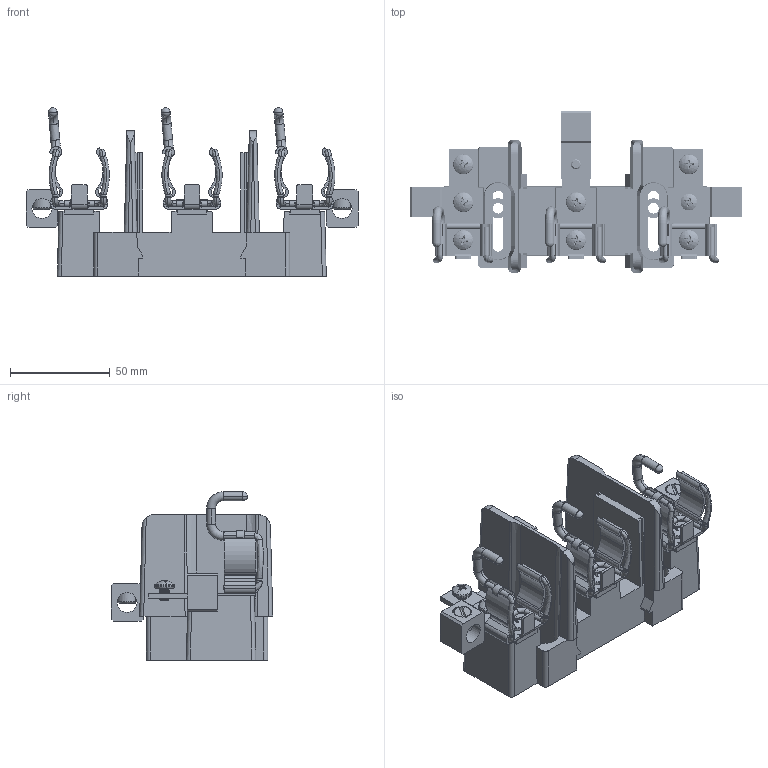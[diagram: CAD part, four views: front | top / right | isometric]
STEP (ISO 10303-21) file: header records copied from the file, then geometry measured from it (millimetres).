
FILE_DESCRIPTION (( 'STEP AP214' ), '1' );
FILE_NAME ('FUSEBLOCK206.STEP', '2021-11-23T13:09:07', ( '' ), ( '' ), 'SwSTEP 2.0', 'SolidWorks 2021', '' );
FILE_SCHEMA (( 'AUTOMOTIVE_DESIGN' ));
Length unit declared in the file: millimetre
Products named in the file (13): 101572-002_Fuse Clip Wire Spring; FUSEBLOCK206; 101588-002_Fuse Block Load Side; 101589-001_Fuse to Wire Jumper; 101591-001_Wire Terminal; 101565-001_Fuse Clip; 101574-001_Protective Grip; 101573-001_Fuse Clip ASSY; M10 x 1.25 set screw; 101512-009_Pan Head Phillips Screw M5 x 6mm_92005A318; 101513-004_Washer M5_91166A240; 101547-005_Nut Insert, Press fit, M5 x 9.5_94510A045
Assembly tree (33 placements, depth 3):
  FUSEBLOCK206
    101588-002_Fuse Block Load Side
    101589-001_Fuse to Wire Jumper  x3
    101591-001_Wire Terminal  x3
      101591-001_Wire Terminal
      M10 x 1.25 set screw
    101573-001_Fuse Clip ASSY  x3
      101565-001_Fuse Clip
      101572-002_Fuse Clip Wire Spring
      101574-001_Protective Grip
    101512-009_Pan Head Phillips Screw M5 x 6mm_92005A318  x10
    101547-005_Nut Insert, Press fit, M5 x 9.5_94510A045  x6
    101513-004_Washer M5_91166A240  x2
Bounding box: 166.72 x 81.12 x 84.53 mm (x, y, z)
Volume: 147691.2 mm3; surface area: 98506.1 mm2
Topology: 37 solids, 37 shells, 8277 faces, 18840 edges, 10649 vertices
Faces by surface type: bspline 5008, cylinder 2102, plane 888, cone 150, torus 97, sphere 32
Entity records: 118547 total; most frequent: CARTESIAN_POINT 89626, ORIENTED_EDGE 7748, EDGE_CURVE 3874, DIRECTION 3651, VERTEX_POINT 2246, EDGE_LOOP 1706, FACE_OUTER_BOUND 1666, ADVANCED_FACE 1666
